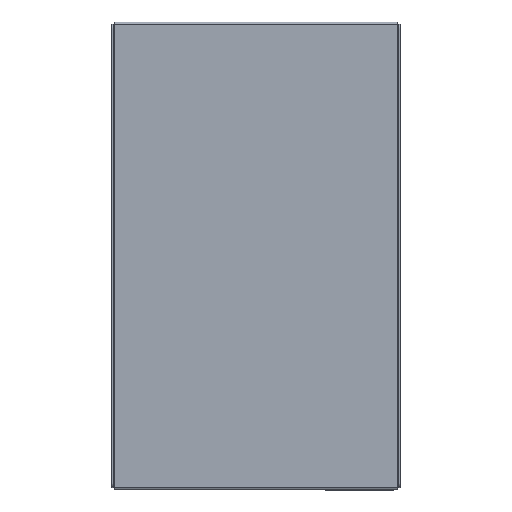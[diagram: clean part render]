
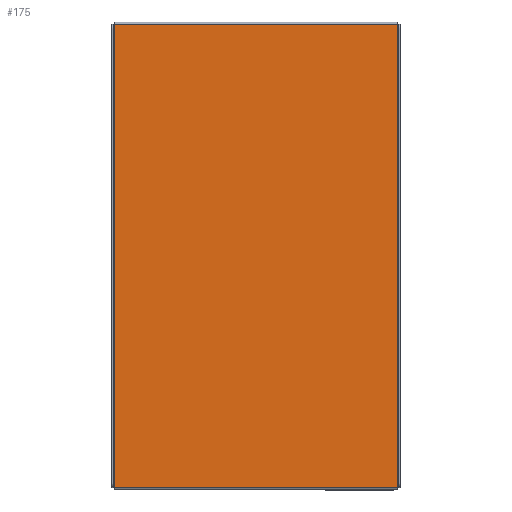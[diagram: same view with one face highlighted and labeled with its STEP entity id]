
A CAD part, top view. The second image highlights one B-rep face of the part: STEP entity #175.
In plain terms, the highlighted planar face has unit normal (0, 0, 1).
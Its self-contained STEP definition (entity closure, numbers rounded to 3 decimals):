
#124 = DIRECTION ( 'NONE',  ( 1., 0., 0. ) ) ;
#133 = DIRECTION ( 'NONE',  ( -1., 0., 0. ) ) ;
#175 = ADVANCED_FACE ( 'NONE', ( #964 ), #676, .T. ) ;
#294 = DIRECTION ( 'NONE',  ( 0., 1., 0. ) ) ;
#316 = CARTESIAN_POINT ( 'NONE',  ( 150.5, -245.5, 0. ) ) ;
#355 = CARTESIAN_POINT ( 'NONE',  ( 150.5, 245.5, 0. ) ) ;
#382 = VERTEX_POINT ( 'NONE', #355 ) ;
#435 = ORIENTED_EDGE ( 'NONE', *, *, #1418, .T. ) ;
#439 = CARTESIAN_POINT ( 'NONE',  ( 150.5, 245.5, 0. ) ) ;
#487 = VERTEX_POINT ( 'NONE', #316 ) ;
#602 = VECTOR ( 'NONE', #1883, 1000. ) ;
#676 = PLANE ( 'NONE',  #907 ) ;
#688 = ORIENTED_EDGE ( 'NONE', *, *, #905, .T. ) ;
#773 = EDGE_CURVE ( 'NONE', #827, #1259, #2149, .T. ) ;
#814 = VECTOR ( 'NONE', #133, 1000. ) ;
#827 = VERTEX_POINT ( 'NONE', #1034 ) ;
#905 = EDGE_CURVE ( 'NONE', #1259, #487, #930, .T. ) ;
#907 = AXIS2_PLACEMENT_3D ( 'NONE', #1829, #2004, #1861 ) ;
#930 = LINE ( 'NONE', #947, #1708 ) ;
#938 = LINE ( 'NONE', #1442, #1078 ) ;
#947 = CARTESIAN_POINT ( 'NONE',  ( 150.5, -245.5, 0. ) ) ;
#964 = FACE_OUTER_BOUND ( 'NONE', #1538, .T. ) ;
#1034 = CARTESIAN_POINT ( 'NONE',  ( -150.5, 245.5, 0. ) ) ;
#1078 = VECTOR ( 'NONE', #294, 1000. ) ;
#1087 = ORIENTED_EDGE ( 'NONE', *, *, #1462, .T. ) ;
#1169 = CARTESIAN_POINT ( 'NONE',  ( -150.5, -245.5, 0. ) ) ;
#1259 = VERTEX_POINT ( 'NONE', #1169 ) ;
#1404 = LINE ( 'NONE', #439, #814 ) ;
#1418 = EDGE_CURVE ( 'NONE', #382, #827, #1404, .T. ) ;
#1442 = CARTESIAN_POINT ( 'NONE',  ( 150.5, -245.5, 0. ) ) ;
#1462 = EDGE_CURVE ( 'NONE', #487, #382, #938, .T. ) ;
#1538 = EDGE_LOOP ( 'NONE', ( #1987, #688, #1087, #435 ) ) ;
#1708 = VECTOR ( 'NONE', #124, 1000. ) ;
#1710 = CARTESIAN_POINT ( 'NONE',  ( -150.5, -245.5, 0. ) ) ;
#1829 = CARTESIAN_POINT ( 'NONE',  ( 0., 0., 0. ) ) ;
#1861 = DIRECTION ( 'NONE',  ( 1., 0., 0. ) ) ;
#1883 = DIRECTION ( 'NONE',  ( 0., -1., 0. ) ) ;
#1987 = ORIENTED_EDGE ( 'NONE', *, *, #773, .T. ) ;
#2004 = DIRECTION ( 'NONE',  ( 0., 0., 1. ) ) ;
#2149 = LINE ( 'NONE', #1710, #602 ) ;
